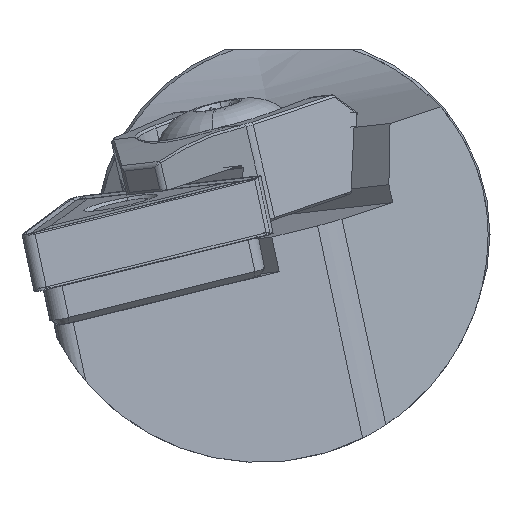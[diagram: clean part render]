
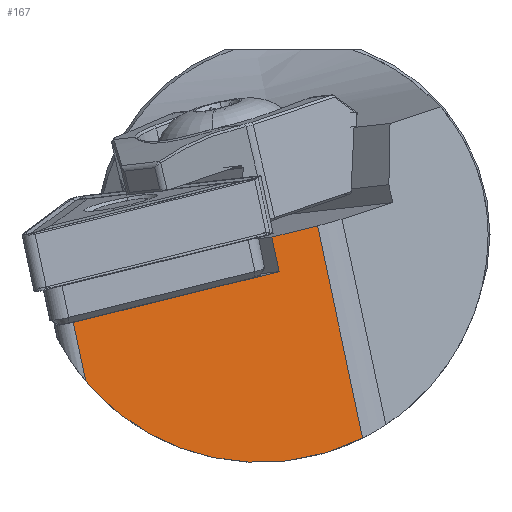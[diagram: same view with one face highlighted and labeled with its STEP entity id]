
A CAD part, left-side view. The second image highlights one B-rep face of the part: STEP entity #167.
In plain terms, the highlighted planar face has unit normal (-0.951, -0.309, -0.036).
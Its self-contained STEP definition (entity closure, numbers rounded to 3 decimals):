
#88 = DIRECTION ( 'NONE',  ( 0., 0.117, -0.993 ) ) ;
#117 = VERTEX_POINT ( 'NONE', #5662 ) ;
#167 = ADVANCED_FACE ( 'NONE', ( #7906 ), #1496, .F. ) ;
#210 = ORIENTED_EDGE ( 'NONE', *, *, #1423, .F. ) ;
#943 = EDGE_CURVE ( 'NONE', #5709, #117, #2869, .T. ) ;
#1086 = EDGE_LOOP ( 'NONE', ( #3288, #210, #6790, #8781, #8383, #1569 ) ) ;
#1247 = AXIS2_PLACEMENT_3D ( 'NONE', #6577, #8054, #88 ) ;
#1317 = CARTESIAN_POINT ( 'NONE',  ( -185.858, -11.211, -22.216 ) ) ;
#1393 = VECTOR ( 'NONE', #3690, 1000. ) ;
#1423 = EDGE_CURVE ( 'NONE', #117, #3753, #8081, .T. ) ;
#1496 = PLANE ( 'NONE',  #1247 ) ;
#1502 = EDGE_CURVE ( 'NONE', #3753, #1637, #7170, .T. ) ;
#1569 = ORIENTED_EDGE ( 'NONE', *, *, #5259, .F. ) ;
#1637 = VERTEX_POINT ( 'NONE', #8706 ) ;
#2236 = VECTOR ( 'NONE', #3800, 1000. ) ;
#2282 = CARTESIAN_POINT ( 'NONE',  ( -183.224, -21.182, -6.487 ) ) ;
#2314 = VERTEX_POINT ( 'NONE', #6807 ) ;
#2706 = DIRECTION ( 'NONE',  ( 0.293, -0.928, 0.229 ) ) ;
#2869 = LINE ( 'NONE', #7297, #8089 ) ;
#2916 = LINE ( 'NONE', #5358, #2236 ) ;
#3006 =( BOUNDED_CURVE ( )  B_SPLINE_CURVE ( 3, ( #6473, #4253, #1317, #5680 ),
 .UNSPECIFIED., .F., .F. ) 
 B_SPLINE_CURVE_WITH_KNOTS ( ( 4, 4 ),
 ( 4.129, 5.468 ),
 .UNSPECIFIED. ) 
 CURVE ( )  GEOMETRIC_REPRESENTATION_ITEM ( )  RATIONAL_B_SPLINE_CURVE ( ( 1., 0.856, 0.856, 1. ) ) 
 REPRESENTATION_ITEM ( '' )  );
#3288 = ORIENTED_EDGE ( 'NONE', *, *, #1502, .F. ) ;
#3471 = LINE ( 'NONE', #8427, #6420 ) ;
#3690 = DIRECTION ( 'NONE',  ( -0.105, 0.207, 0.973 ) ) ;
#3753 = VERTEX_POINT ( 'NONE', #2282 ) ;
#3800 = DIRECTION ( 'NONE',  ( -0.105, 0.207, 0.973 ) ) ;
#4253 = CARTESIAN_POINT ( 'NONE',  ( -182.944, -19.971, -24.028 ) ) ;
#4948 = CARTESIAN_POINT ( 'NONE',  ( -188.497, -4.458, -10.608 ) ) ;
#5085 = CARTESIAN_POINT ( 'NONE',  ( -139.758, -107.165, -411.005 ) ) ;
#5137 = VERTEX_POINT ( 'NONE', #8240 ) ;
#5259 = EDGE_CURVE ( 'NONE', #1637, #2314, #3471, .T. ) ;
#5358 = CARTESIAN_POINT ( 'NONE',  ( -138.588, -110.877, -410.09 ) ) ;
#5529 = DIRECTION ( 'NONE',  ( 0.293, -0.928, 0.229 ) ) ;
#5662 = CARTESIAN_POINT ( 'NONE',  ( -188.497, -4.458, -10.608 ) ) ;
#5680 = CARTESIAN_POINT ( 'NONE',  ( -187.987, -5.468, -15.357 ) ) ;
#5709 = VERTEX_POINT ( 'NONE', #8261 ) ;
#6420 = VECTOR ( 'NONE', #5529, 1000. ) ;
#6473 = CARTESIAN_POINT ( 'NONE',  ( -180.503, -27.963, -20.009 ) ) ;
#6577 = CARTESIAN_POINT ( 'NONE',  ( -145.031, -90.442, -415.126 ) ) ;
#6790 = ORIENTED_EDGE ( 'NONE', *, *, #943, .F. ) ;
#6807 = CARTESIAN_POINT ( 'NONE',  ( -182.355, -24.299, -2.77 ) ) ;
#7170 = LINE ( 'NONE', #5085, #1393 ) ;
#7204 = DIRECTION ( 'NONE',  ( -0.105, 0.207, 0.973 ) ) ;
#7289 = VECTOR ( 'NONE', #2706, 1000. ) ;
#7297 = CARTESIAN_POINT ( 'NONE',  ( -145.031, -90.442, -415.126 ) ) ;
#7906 = FACE_OUTER_BOUND ( 'NONE', #1086, .T. ) ;
#8054 = DIRECTION ( 'NONE',  ( 0.95, 0.309, 0.037 ) ) ;
#8081 = LINE ( 'NONE', #4948, #7289 ) ;
#8089 = VECTOR ( 'NONE', #7204, 1000. ) ;
#8240 = CARTESIAN_POINT ( 'NONE',  ( -180.503, -27.963, -20.009 ) ) ;
#8261 = CARTESIAN_POINT ( 'NONE',  ( -187.987, -5.468, -15.357 ) ) ;
#8337 = EDGE_CURVE ( 'NONE', #5137, #5709, #3006, .T. ) ;
#8383 = ORIENTED_EDGE ( 'NONE', *, *, #8593, .T. ) ;
#8427 = CARTESIAN_POINT ( 'NONE',  ( -188.798, -3.863, -7.806 ) ) ;
#8593 = EDGE_CURVE ( 'NONE', #5137, #2314, #2916, .T. ) ;
#8706 = CARTESIAN_POINT ( 'NONE',  ( -183.525, -20.587, -3.685 ) ) ;
#8781 = ORIENTED_EDGE ( 'NONE', *, *, #8337, .F. ) ;
